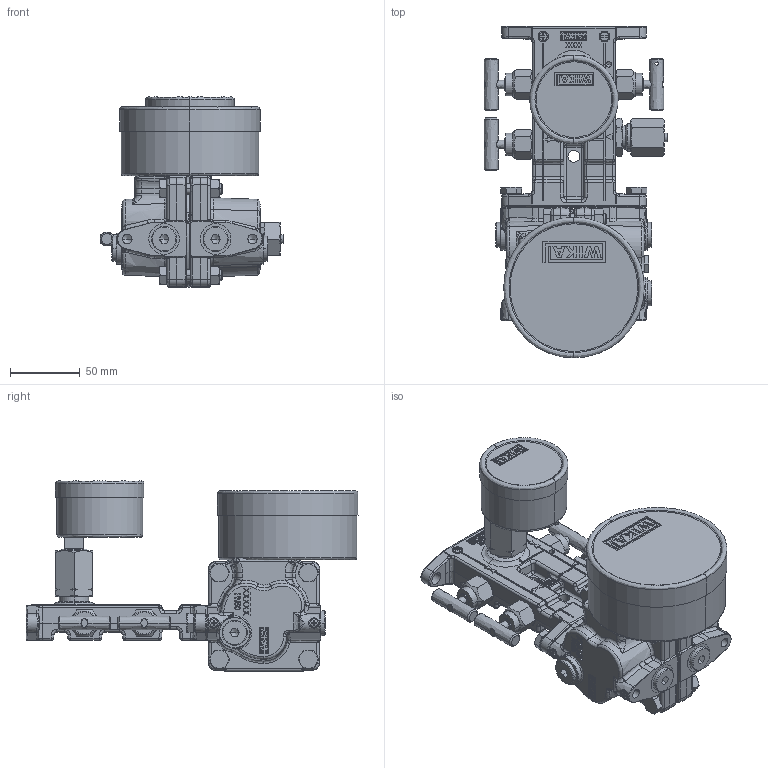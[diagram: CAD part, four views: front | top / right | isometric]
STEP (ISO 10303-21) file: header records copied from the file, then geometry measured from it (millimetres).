
FILE_DESCRIPTION((''),'2;1');
FILE_NAME('712_15_100_MIT_VENTIL_NG63','2011-02-07T',('muenchc'),(''),'PRO/ENGINEER BY PARAMETRIC TECHNOLOGY CORPORATION, 2009380','PRO/ENGINEER BY PARAMETRIC TECHNOLOGY CORPORATION, 2009380','');
FILE_SCHEMA(('AUTOMOTIVE_DESIGN_CC2 { 1 2 10303 214 -1 1 5 2 }'));
Products named in the file (1): 712_15_100_MIT_VENTIL_NG63
Bounding box: 132 x 238.6 x 136.6 mm (x, y, z)
Volume: 1176698.7 mm3; surface area: 140844.2 mm2
Topology: 1 solids, 3 shells, 2699 faces, 6742 edges, 4173 vertices
Faces by surface type: bspline 2699
Entity records: 145289 total; most frequent: CARTESIAN_POINT 72436, ORIENTED_EDGE 13432, EDGE_CURVE 6716, DIRECTION 6634, VERTEX_POINT 4173, VECTOR 4070, LINE 4070, EDGE_LOOP 2879
